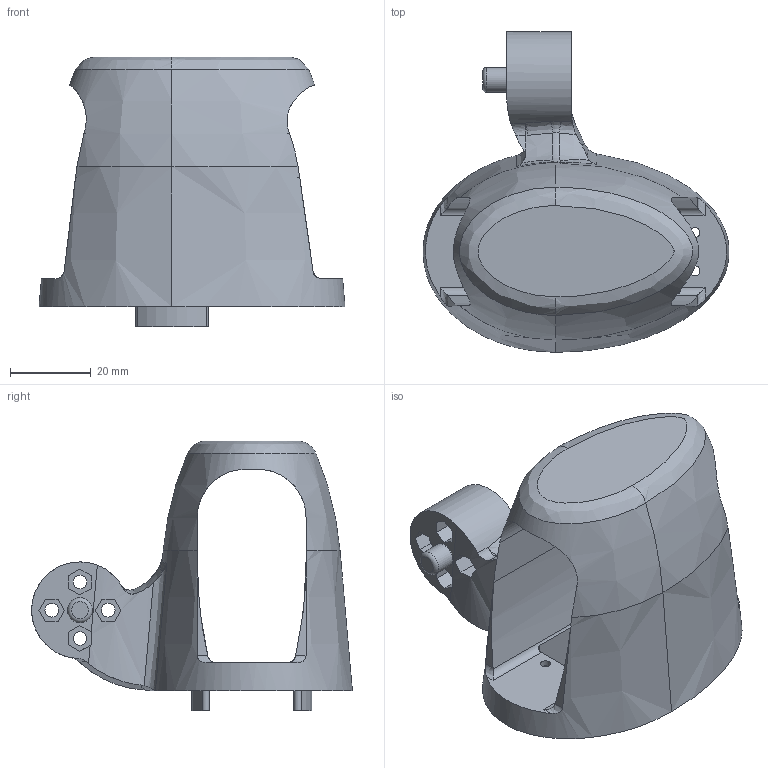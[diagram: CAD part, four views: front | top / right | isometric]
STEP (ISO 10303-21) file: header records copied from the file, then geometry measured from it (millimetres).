
FILE_DESCRIPTION(/* description */ (''),/* implementation_level */ '2;1');
FILE_NAME(/* name */ 'Robot - J3 (TOP) v5.step',/* time_stamp */ '2023-10-17T09:54:21+02:00',/* author */ (''),/* organization */ (''),/* preprocessor_version */ 'ST-DEVELOPER v20',/* originating_system */ 'Autodesk Translation Framework v12.14.0.127',/* authorisation */ '');
FILE_SCHEMA (('AUTOMOTIVE_DESIGN { 1 0 10303 214 3 1 1 }'));
Length unit declared in the file: millimetre
Products named in the file (1): Robot - J3 (TOP)
Bounding box: 75.96 x 79.62 x 67 mm (x, y, z)
Volume: 71214.9 mm3; surface area: 23407.7 mm2
Topology: 1 solids, 1 shells, 177 faces, 503 edges, 329 vertices
Faces by surface type: plane 86, cylinder 46, bspline 37, torus 4, cone 4
Full cylindrical faces by diameter (mm): 2.5 x4, 3.4 x4, 6.2 x2, 21 x1
Entity records: 7980 total; most frequent: CARTESIAN_POINT 3569, ORIENTED_EDGE 1006, DIRECTION 760, EDGE_CURVE 503, VERTEX_POINT 329, LINE 268, VECTOR 268, AXIS2_PLACEMENT_3D 246
